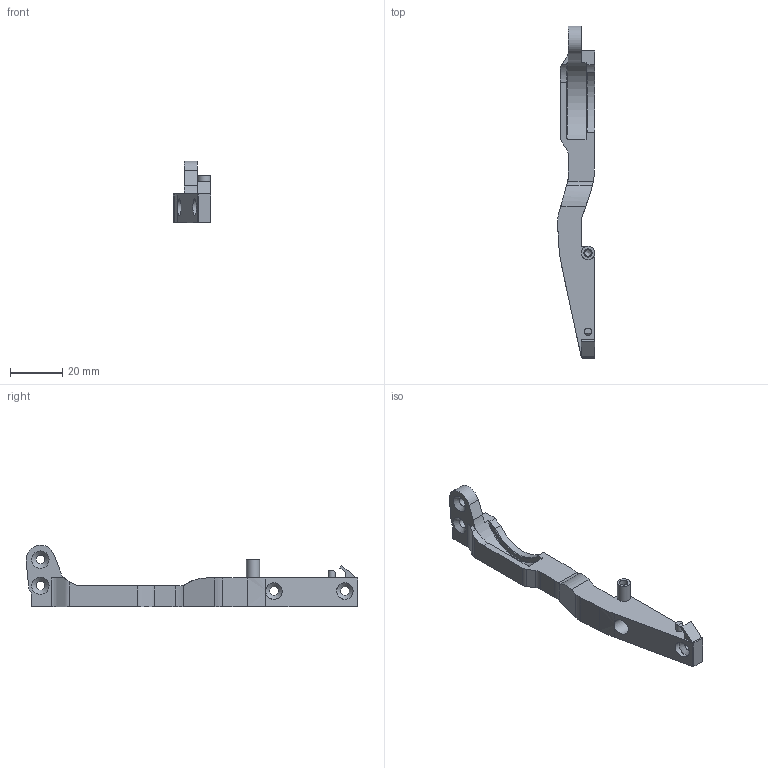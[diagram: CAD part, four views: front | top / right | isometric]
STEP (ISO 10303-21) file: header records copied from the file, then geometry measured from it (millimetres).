
FILE_DESCRIPTION(('FreeCAD Model'),'2;1');
FILE_NAME('Open CASCADE Shape Model','2024-07-11T20:52:31',(''),(''), 'Open CASCADE STEP processor 7.6','FreeCAD','Unknown');
FILE_SCHEMA(('AUTOMOTIVE_DESIGN { 1 0 10303 214 1 1 1 1 }'));
Length unit declared in the file: millimetre
Products named in the file (1): Pocket053032735
Bounding box: 14.13 x 126.49 x 23.5 mm (x, y, z)
Volume: 11262.3 mm3; surface area: 6500.1 mm2
Topology: 1 solids, 1 shells, 163 faces, 390 edges, 232 vertices
Faces by surface type: bspline 63, cylinder 49, plane 40, revolution 6, cone 5
Full cylindrical faces by diameter (mm): 2.52 x20, 2.7 x1, 3.2 x1, 3.4 x4, 5 x1, 6.3 x2
Entity records: 22439 total; most frequent: CARTESIAN_POINT 15390, DIRECTION 1014, ORIENTED_EDGE 778, PCURVE 778, DEFINITIONAL_REPRESENTATION 778, LINE 589, VECTOR 589, B_SPLINE_CURVE_WITH_KNOTS 428
